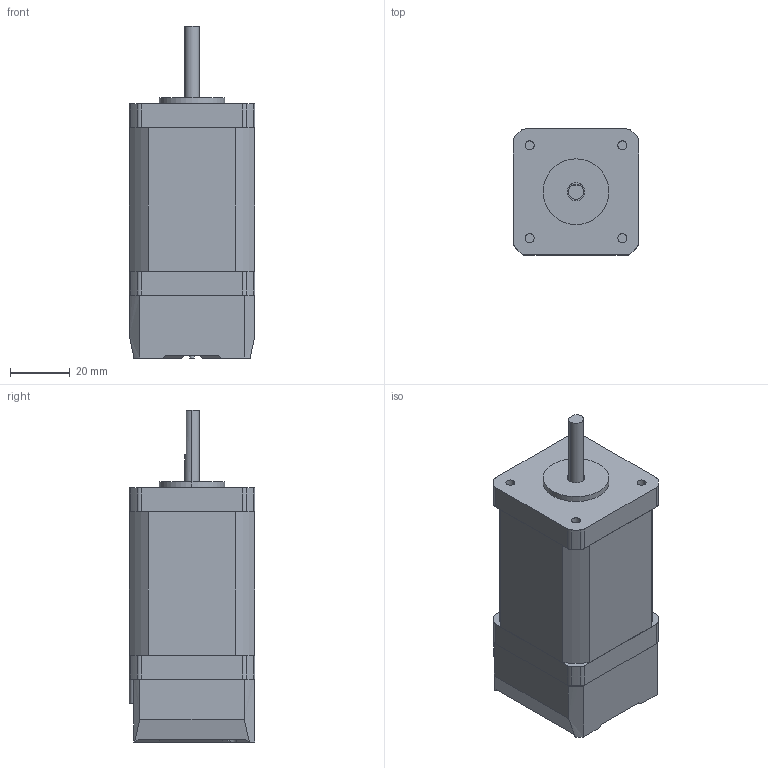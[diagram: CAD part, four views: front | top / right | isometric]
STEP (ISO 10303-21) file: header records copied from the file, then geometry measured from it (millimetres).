
FILE_DESCRIPTION (( 'STEP AP214' ), '1' );
FILE_NAME ('ICL42-08.STEP', '2023-11-28T06:09:51', ( '' ), ( '' ), 'SwSTEP 2.0', 'SolidWorks 2021', '' );
FILE_SCHEMA (( 'AUTOMOTIVE_DESIGN' ));
Length unit declared in the file: millimetre
Products named in the file (1): ICL42-08
Bounding box: 42 x 42 x 111 mm (x, y, z)
Volume: 141970.3 mm3; surface area: 25784.6 mm2
Topology: 3 solids, 3 shells, 182 faces, 458 edges, 304 vertices
Faces by surface type: plane 124, cylinder 54, cone 4
Entity records: 6323 total; most frequent: CARTESIAN_POINT 990, DIRECTION 928, ORIENTED_EDGE 916, EDGE_CURVE 458, LINE 324, VECTOR 324, VERTEX_POINT 304, AXIS2_PLACEMENT_3D 302
